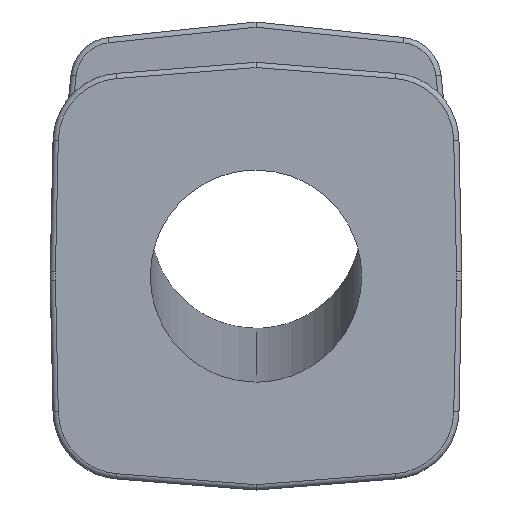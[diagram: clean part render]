
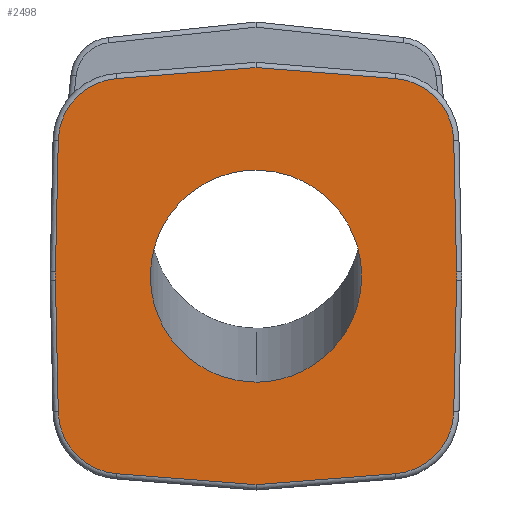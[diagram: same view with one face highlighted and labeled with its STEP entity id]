
A CAD part, top view. The second image highlights one B-rep face of the part: STEP entity #2498.
In plain terms, the highlighted planar face has unit normal (0, 0, 1).
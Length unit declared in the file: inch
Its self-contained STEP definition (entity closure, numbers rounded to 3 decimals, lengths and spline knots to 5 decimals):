
#426=CARTESIAN_POINT('',(0.,-1.58012,3.71875));
#427=CARTESIAN_POINT('',(-0.14731,-1.58012,3.71875));
#428=CARTESIAN_POINT('',(-0.4657,-1.52655,3.71875));
#429=CARTESIAN_POINT('',(-0.83577,-1.28695,3.71875));
#430=CARTESIAN_POINT('',(-1.05413,-1.016,3.71875));
#431=CARTESIAN_POINT('',(-1.17059,-0.78863,3.71875));
#432=CARTESIAN_POINT('',(-1.22585,-0.59214,3.71875));
#433=CARTESIAN_POINT('',(-1.24674,-0.43744,3.71875));
#434=CARTESIAN_POINT('',(-1.25163,-0.32535,3.71875));
#435=CARTESIAN_POINT('',(-1.24674,-0.21326,3.71875));
#436=CARTESIAN_POINT('',(-1.22585,-0.05856,3.71875));
#437=CARTESIAN_POINT('',(-1.17059,0.13793,3.71875));
#438=CARTESIAN_POINT('',(-1.05413,0.3653,3.71875));
#439=CARTESIAN_POINT('',(-0.83577,0.63626,3.71875));
#440=CARTESIAN_POINT('',(-0.4657,0.87585,3.71875));
#441=CARTESIAN_POINT('',(-0.14731,0.92943,3.71875));
#442=CARTESIAN_POINT('',(0.,0.92943,3.71875));
#444=CARTESIAN_POINT('',(0.,0.92943,3.71875));
#445=CARTESIAN_POINT('',(0.14731,0.92943,3.71875));
#446=CARTESIAN_POINT('',(0.4657,0.87585,3.71875));
#447=CARTESIAN_POINT('',(0.83577,0.63626,3.71875));
#448=CARTESIAN_POINT('',(1.05413,0.3653,3.71875));
#449=CARTESIAN_POINT('',(1.17059,0.13793,3.71875));
#450=CARTESIAN_POINT('',(1.22585,-0.05856,3.71875));
#451=CARTESIAN_POINT('',(1.24674,-0.21326,3.71875));
#452=CARTESIAN_POINT('',(1.25163,-0.32535,3.71875));
#453=CARTESIAN_POINT('',(1.24674,-0.43744,3.71875));
#454=CARTESIAN_POINT('',(1.22585,-0.59214,3.71875));
#455=CARTESIAN_POINT('',(1.17059,-0.78863,3.71875));
#456=CARTESIAN_POINT('',(1.05413,-1.016,3.71875));
#457=CARTESIAN_POINT('',(0.83577,-1.28695,3.71875));
#458=CARTESIAN_POINT('',(0.4657,-1.52655,3.71875));
#459=CARTESIAN_POINT('',(0.14731,-1.58012,3.71875));
#460=CARTESIAN_POINT('',(0.,-1.58012,3.71875));
#462=CARTESIAN_POINT('',(1.59099,1.26564,3.71875));
#463=DIRECTION('',(0.,0.,1.));
#464=DIRECTION('',(1.,0.022,0.));
#465=AXIS2_PLACEMENT_3D('',#462,#463,#464);
#467=DIRECTION('',(-0.022,1.,0.));
#468=VECTOR('',#467,1.55624);
#469=CARTESIAN_POINT('',(2.37495,-0.27401,3.71875));
#470=LINE('',#469,#468);
#471=CARTESIAN_POINT('',(0.,-0.32535,3.71875));
#472=DIRECTION('',(0.,0.,1.));
#473=DIRECTION('',(1.,-0.022,0.));
#474=AXIS2_PLACEMENT_3D('',#471,#472,#473);
#476=DIRECTION('',(0.022,1.,0.));
#477=VECTOR('',#476,1.55624);
#478=CARTESIAN_POINT('',(2.34131,-1.93256,3.71875));
#479=LINE('',#478,#477);
#480=CARTESIAN_POINT('',(1.59099,-1.91634,3.71875));
#481=DIRECTION('',(0.,0.,1.));
#482=DIRECTION('',(0.078,-0.997,0.));
#483=AXIS2_PLACEMENT_3D('',#480,#481,#482);
#485=DIRECTION('',(0.997,0.078,0.));
#486=VECTOR('',#485,1.65499);
#487=CARTESIAN_POINT('',(0.,-2.79441,3.71875));
#488=LINE('',#487,#486);
#489=DIRECTION('',(0.997,-0.078,0.));
#490=VECTOR('',#489,1.65499);
#491=CARTESIAN_POINT('',(-1.64989,-2.66452,3.71875));
#492=LINE('',#491,#490);
#493=CARTESIAN_POINT('',(-1.59099,-1.91634,3.71875));
#494=DIRECTION('',(0.,0.,1.));
#495=DIRECTION('',(-1.,-0.022,0.));
#496=AXIS2_PLACEMENT_3D('',#493,#494,#495);
#498=DIRECTION('',(0.022,-1.,0.));
#499=VECTOR('',#498,1.55624);
#500=CARTESIAN_POINT('',(-2.37495,-0.37668,3.71875));
#501=LINE('',#500,#499);
#502=CARTESIAN_POINT('',(0.,-0.32535,3.71875));
#503=DIRECTION('',(0.,0.,1.));
#504=DIRECTION('',(-1.,0.022,0.));
#505=AXIS2_PLACEMENT_3D('',#502,#503,#504);
#507=DIRECTION('',(-0.022,-1.,0.));
#508=VECTOR('',#507,1.55624);
#509=CARTESIAN_POINT('',(-2.34131,1.28186,3.71875));
#510=LINE('',#509,#508);
#511=CARTESIAN_POINT('',(-1.59099,1.26564,3.71875));
#512=DIRECTION('',(0.,0.,1.));
#513=DIRECTION('',(-0.078,0.997,0.));
#514=AXIS2_PLACEMENT_3D('',#511,#512,#513);
#516=DIRECTION('',(-0.997,-0.078,0.));
#517=VECTOR('',#516,1.65499);
#518=CARTESIAN_POINT('',(0.,2.14371,3.71875));
#519=LINE('',#518,#517);
#520=DIRECTION('',(-0.997,0.078,0.));
#521=VECTOR('',#520,1.65499);
#522=CARTESIAN_POINT('',(1.64989,2.01383,3.71875));
#523=LINE('',#522,#521);
#1153=CARTESIAN_POINT('',(0.,-2.79441,3.71875));
#1272=VERTEX_POINT('',#426);
#1273=VERTEX_POINT('',#442);
#1378=CARTESIAN_POINT('',(2.34131,1.28186,3.71875));
#1379=CARTESIAN_POINT('',(1.64989,2.01383,3.71875));
#1380=VERTEX_POINT('',#1378);
#1381=VERTEX_POINT('',#1379);
#1386=CARTESIAN_POINT('',(-1.64989,2.01383,3.71875));
#1387=CARTESIAN_POINT('',(-2.34131,1.28186,3.71875));
#1388=VERTEX_POINT('',#1386);
#1389=VERTEX_POINT('',#1387);
#1394=CARTESIAN_POINT('',(1.64989,-2.66452,3.71875));
#1395=CARTESIAN_POINT('',(2.34131,-1.93256,3.71875));
#1396=VERTEX_POINT('',#1394);
#1397=VERTEX_POINT('',#1395);
#1402=CARTESIAN_POINT('',(-2.34131,-1.93256,3.71875));
#1403=CARTESIAN_POINT('',(-1.64989,-2.66452,3.71875));
#1404=VERTEX_POINT('',#1402);
#1405=VERTEX_POINT('',#1403);
#1443=VERTEX_POINT('',#1153);
#1448=CARTESIAN_POINT('',(-2.37495,-0.27401,3.71875));
#1449=CARTESIAN_POINT('',(-2.37495,-0.37668,3.71875));
#1450=VERTEX_POINT('',#1448);
#1451=VERTEX_POINT('',#1449);
#1456=CARTESIAN_POINT('',(0.,2.14371,3.71875));
#1457=VERTEX_POINT('',#1456);
#1460=CARTESIAN_POINT('',(2.37495,-0.37668,3.71875));
#1461=CARTESIAN_POINT('',(2.37495,-0.27401,3.71875));
#1462=VERTEX_POINT('',#1460);
#1463=VERTEX_POINT('',#1461);
#2459=CARTESIAN_POINT('',(-2.,-2.85796,3.71875));
#2460=DIRECTION('',(0.,0.,-1.));
#2461=DIRECTION('',(0.,1.,0.));
#2462=AXIS2_PLACEMENT_3D('',#2459,#2460,#2461);
#2463=PLANE('',#2462);
#2464=ORIENTED_EDGE('',*,*,#2449,.F.);
#2466=ORIENTED_EDGE('',*,*,#2465,.F.);
#2468=ORIENTED_EDGE('',*,*,#2467,.F.);
#2470=ORIENTED_EDGE('',*,*,#2469,.F.);
#2472=ORIENTED_EDGE('',*,*,#2471,.F.);
#2474=ORIENTED_EDGE('',*,*,#2473,.F.);
#2476=ORIENTED_EDGE('',*,*,#2475,.F.);
#2478=ORIENTED_EDGE('',*,*,#2477,.F.);
#2480=ORIENTED_EDGE('',*,*,#2479,.F.);
#2482=ORIENTED_EDGE('',*,*,#2481,.F.);
#2484=ORIENTED_EDGE('',*,*,#2483,.F.);
#2486=ORIENTED_EDGE('',*,*,#2485,.F.);
#2488=ORIENTED_EDGE('',*,*,#2487,.F.);
#2489=ORIENTED_EDGE('',*,*,#2436,.F.);
#2490=EDGE_LOOP('',(#2464,#2466,#2468,#2470,#2472,#2474,#2476,#2478,#2480,#2482,
#2484,#2486,#2488,#2489));
#2491=FACE_OUTER_BOUND('',#2490,.F.);
#2493=ORIENTED_EDGE('',*,*,#2492,.F.);
#2495=ORIENTED_EDGE('',*,*,#2494,.F.);
#2496=EDGE_LOOP('',(#2493,#2495));
#2497=FACE_BOUND('',#2496,.F.);
#2498=ADVANCED_FACE('',(#2491,#2497),#2463,.F.);
#443=B_SPLINE_CURVE_WITH_KNOTS('',3,(#426,#427,#428,#429,#430,#431,#432,#433,
#434,#435,#436,#437,#438,#439,#440,#441,#442),.UNSPECIFIED.,.F.,.F.,(4,1,1,1,1,
1,1,1,1,1,1,1,1,1,4),(0.,0.125,0.25,0.3125,0.375,0.4375,0.46875,
0.5,0.53125,0.5625,0.625,0.6875,0.75,0.875,1.),.UNSPECIFIED.);
#461=B_SPLINE_CURVE_WITH_KNOTS('',3,(#444,#445,#446,#447,#448,#449,#450,#451,
#452,#453,#454,#455,#456,#457,#458,#459,#460),.UNSPECIFIED.,.F.,.F.,(4,1,1,1,1,
1,1,1,1,1,1,1,1,1,4),(0.,0.125,0.25,0.3125,0.375,0.4375,0.46875,
0.5,0.53125,0.5625,0.625,0.6875,0.75,0.875,1.),.UNSPECIFIED.);
#466=CIRCLE('',#465,0.7505);
#475=CIRCLE('',#474,2.3755);
#484=CIRCLE('',#483,0.7505);
#497=CIRCLE('',#496,0.7505);
#506=CIRCLE('',#505,2.3755);
#515=CIRCLE('',#514,0.7505);
#2436=EDGE_CURVE('',#1381,#1457,#523,.T.);
#2449=EDGE_CURVE('',#1380,#1381,#466,.T.);
#2465=EDGE_CURVE('',#1463,#1380,#470,.T.);
#2467=EDGE_CURVE('',#1462,#1463,#475,.T.);
#2469=EDGE_CURVE('',#1397,#1462,#479,.T.);
#2471=EDGE_CURVE('',#1396,#1397,#484,.T.);
#2473=EDGE_CURVE('',#1443,#1396,#488,.T.);
#2475=EDGE_CURVE('',#1405,#1443,#492,.T.);
#2477=EDGE_CURVE('',#1404,#1405,#497,.T.);
#2479=EDGE_CURVE('',#1451,#1404,#501,.T.);
#2481=EDGE_CURVE('',#1450,#1451,#506,.T.);
#2483=EDGE_CURVE('',#1389,#1450,#510,.T.);
#2485=EDGE_CURVE('',#1388,#1389,#515,.T.);
#2487=EDGE_CURVE('',#1457,#1388,#519,.T.);
#2492=EDGE_CURVE('',#1272,#1273,#443,.T.);
#2494=EDGE_CURVE('',#1273,#1272,#461,.T.);
